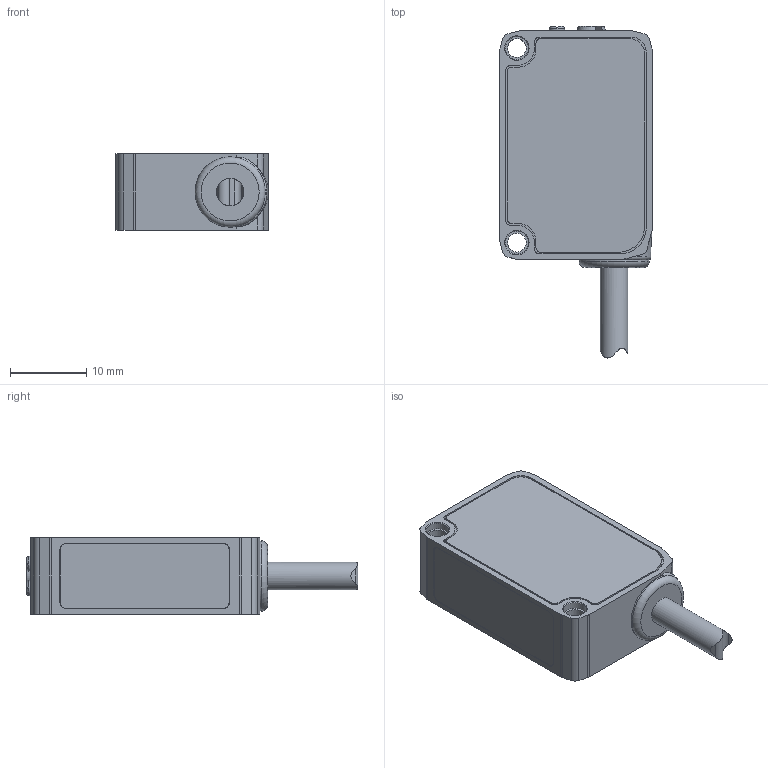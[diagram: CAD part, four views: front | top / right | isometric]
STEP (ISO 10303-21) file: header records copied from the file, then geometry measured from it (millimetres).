
FILE_DESCRIPTION(('FreeCAD Model'),'2;1');
FILE_NAME('H30-DIF-1500X-XM.stp','2021-12-16T13:54:22',('Author'),('') ,'Open CASCADE STEP processor 7.3','FreeCAD','Unknown');
FILE_SCHEMA(('AUTOMOTIVE_DESIGN { 1 0 10303 214 1 1 1 1 }'));
Length unit declared in the file: millimetre
Products named in the file (1): H30-DIF-1500X-XM
Bounding box: 20 x 43.5 x 10 mm (x, y, z)
Volume: 5993.3 mm3; surface area: 2581.5 mm2
Topology: 1 solids, 1 shells, 174 faces, 452 edges, 295 vertices
Faces by surface type: plane 95, cylinder 66, cone 9, torus 4
Full cylindrical faces by diameter (mm): 2 x2, 2.459 x2, 3 x4, 3.6 x1, 3.7 x1, 9.2 x1
Entity records: 12728 total; most frequent: CARTESIAN_POINT 3575, DIRECTION 1744, LINE 934, VECTOR 934, ORIENTED_EDGE 904, PCURVE 904, DEFINITIONAL_REPRESENTATION 904, EDGE_CURVE 452
